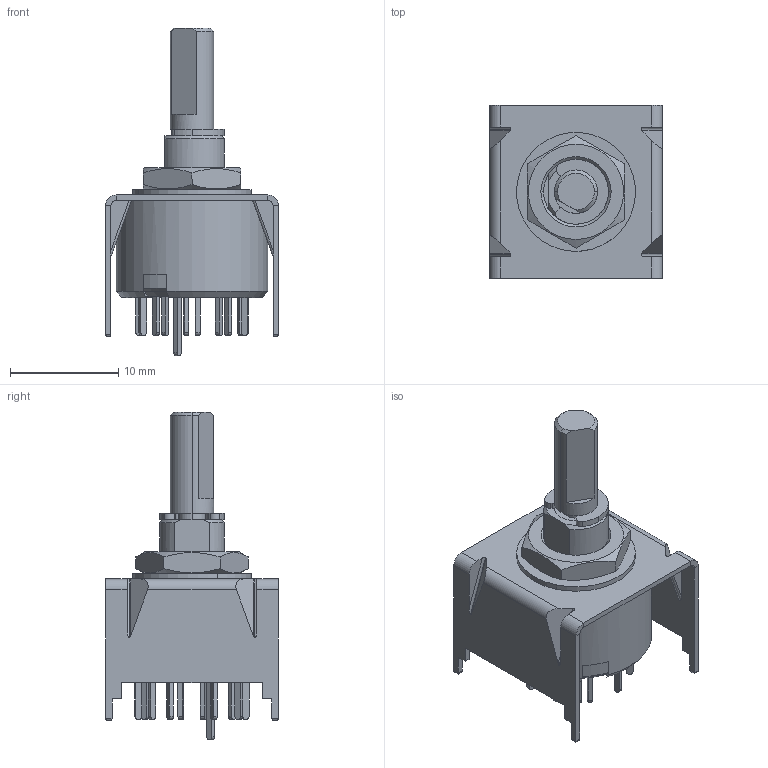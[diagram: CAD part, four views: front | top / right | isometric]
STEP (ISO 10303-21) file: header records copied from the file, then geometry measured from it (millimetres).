
FILE_DESCRIPTION (( 'STEP AP203' ), '1' );
FILE_NAME ('10ﾏ1ﾍ 33-0.STEP', '2020-02-18T03:01:59', ( '' ), ( '' ), 'SwSTEP 2.0', 'SolidWorks 2017', '' );
FILE_SCHEMA (( 'CONFIG_CONTROL_DESIGN' ));
Length unit declared in the file: millimetre
Products named in the file (25): ÌÏÍ3 Ïðóæèíêà Ô ïðÿìàÿ; ÌÏÍ3 10Ï âûâîä-oa7; ÔÈÌÄ.758491.005 Øàéáà-ïðîêëàäêà; ÔÈÌÄ-Ý.18.27 Óçåë ôèêñàöèè; �����_10�1�; ﾔﾈﾌﾄ-ﾝ.18.34 ﾂ琿_33; Øàéáà êîíòð. Ì6; Ãàéêà Ì6; ﾔﾈﾌﾄ.745328.001 ﾊ煇鳫; ÌÏÍ3 10Ï îñíîâàíèå; ÌÏÍ3 ðîòîð 4Í; 扻錪犩 諘瀁謺鍷; 扻豵鵨; 匀棠.754175.002 暑朦鲱 箫腩蝽栩咫铄; 10ﾏ1ﾍ 33-0; ÌÏÍ3 Êîíòàêò íà 180
Assembly tree (23 placements, depth 3):
  ÌÏÍ3 Ïðóæèíêà Ô ïðÿìàÿ
  ÌÏÍ3 ðîòîð 4Í
  10ﾏ1ﾍ 33-0
    ÔÈÌÄ-Ý.18.27 Óçåë ôèêñàöèè
      扻豵鵨
      扻錪犩 諘瀁謺鍷
      匀棠.754175.002 暑朦鲱 箫腩蝽栩咫铄  x2
    �����_10�1�
      ÌÏÍ3 Êîíòàêò íà 180
      ÌÏÍ3 10Ï âûâîä-oa7
      ÌÏÍ3 10Ï îñíîâàíèå
      ÌÏÍ3 10Ï âûâîä-oa7
      ÌÏÍ3 10Ï âûâîä-oa7
      ÌÏÍ3 10Ï âûâîä-oa7
      ÌÏÍ3 10Ï âûâîä-oa7
      ÌÏÍ3 10Ï âûâîä-oa7
      ÌÏÍ3 10Ï âûâîä-oa7
      ÌÏÍ3 10Ï âûâîä-oa7
      ÌÏÍ3 10Ï âûâîä-oa7
      ÌÏÍ3 10Ï âûâîä-oa7
    ﾔﾈﾌﾄ-ﾝ.18.34 ﾂ琿_33
    ﾔﾈﾌﾄ.745328.001 ﾊ煇鳫
    ÔÈÌÄ.758491.005 Øàéáà-ïðîêëàäêà
    Øàéáà êîíòð. Ì6
    Ãàéêà Ì6
Bounding box: 16 x 16 x 30.35 mm (x, y, z)
Volume: 1164.9 mm3; surface area: 3803.2 mm2
Topology: 21 solids, 21 shells, 462 faces, 1108 edges, 708 vertices
Faces by surface type: plane 251, cylinder 133, bspline 50, cone 28
Entity records: 16809 total; most frequent: CARTESIAN_POINT 3818, ORIENTED_EDGE 2200, DIRECTION 2038, EDGE_CURVE 1100, VERTEX_POINT 704, VECTOR 702, LINE 702, AXIS2_PLACEMENT_3D 668
